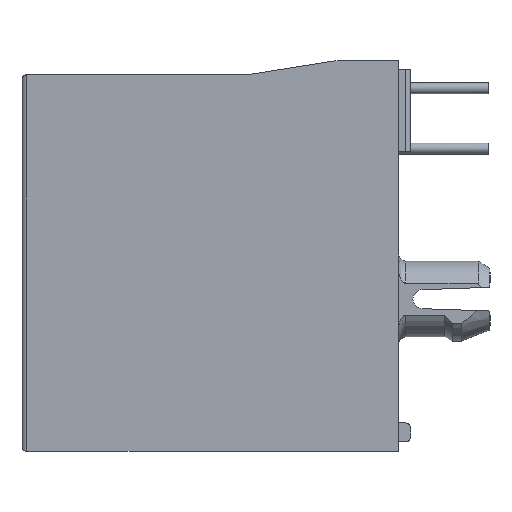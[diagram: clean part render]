
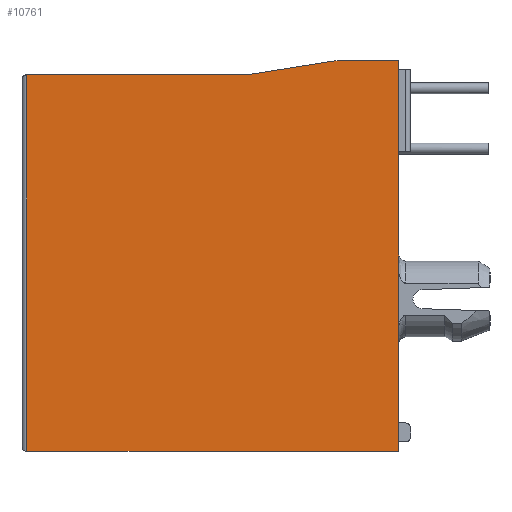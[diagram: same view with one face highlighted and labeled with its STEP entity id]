
A CAD part, left-side view. The second image highlights one B-rep face of the part: STEP entity #10761.
In plain terms, the highlighted planar face has unit normal (-1, 0, 0).
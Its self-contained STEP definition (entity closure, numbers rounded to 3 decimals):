
#460 = ORIENTED_EDGE ( 'NONE', *, *, #3767, .T. ) ;
#612 = CARTESIAN_POINT ( 'NONE',  ( -6.73, 0.035, 1.82 ) ) ;
#668 = PLANE ( 'NONE',  #5536 ) ;
#785 = ORIENTED_EDGE ( 'NONE', *, *, #12253, .T. ) ;
#1133 = VECTOR ( 'NONE', #4286, 1000. ) ;
#1365 = LINE ( 'NONE', #9771, #7918 ) ;
#1866 = VECTOR ( 'NONE', #15011, 1000. ) ;
#2086 = ORIENTED_EDGE ( 'NONE', *, *, #3312, .T. ) ;
#3120 = LINE ( 'NONE', #14984, #8975 ) ;
#3191 = VERTEX_POINT ( 'NONE', #5108 ) ;
#3312 = EDGE_CURVE ( 'NONE', #12219, #4556, #8062, .T. ) ;
#3441 = EDGE_CURVE ( 'NONE', #3191, #10817, #9156, .T. ) ;
#3767 = EDGE_CURVE ( 'NONE', #14530, #12219, #10605, .T. ) ;
#4286 = DIRECTION ( 'NONE',  ( 0., 0., -1. ) ) ;
#4290 = CARTESIAN_POINT ( 'NONE',  ( -6.73, -5.305, 10.06 ) ) ;
#4422 = CARTESIAN_POINT ( 'NONE',  ( -6.73, -7.905, 1.82 ) ) ;
#4551 = DIRECTION ( 'NONE',  ( 0., -1., 0. ) ) ;
#4556 = VERTEX_POINT ( 'NONE', #13072 ) ;
#5108 = CARTESIAN_POINT ( 'NONE',  ( -6.73, -7.905, -6.42 ) ) ;
#5536 = AXIS2_PLACEMENT_3D ( 'NONE', #612, #12353, #8779 ) ;
#6515 = CARTESIAN_POINT ( 'NONE',  ( -6.73, 0.035, 9.46 ) ) ;
#7822 = CARTESIAN_POINT ( 'NONE',  ( -6.73, 7.775, 1.82 ) ) ;
#7918 = VECTOR ( 'NONE', #11839, 1000. ) ;
#8062 = LINE ( 'NONE', #7822, #1133 ) ;
#8386 = VERTEX_POINT ( 'NONE', #4290 ) ;
#8779 = DIRECTION ( 'NONE',  ( 0., 0., 1. ) ) ;
#8794 = EDGE_LOOP ( 'NONE', ( #785, #10371, #14570, #11789, #460, #2086 ) ) ;
#8975 = VECTOR ( 'NONE', #4551, 1000. ) ;
#9021 = VECTOR ( 'NONE', #11662, 1000. ) ;
#9156 = LINE ( 'NONE', #4422, #1866 ) ;
#9200 = CARTESIAN_POINT ( 'NONE',  ( -6.73, 7.775, 9.46 ) ) ;
#9503 = CARTESIAN_POINT ( 'NONE',  ( -6.73, -1.525, 9.46 ) ) ;
#9771 = CARTESIAN_POINT ( 'NONE',  ( -6.73, -5.305, 10.06 ) ) ;
#9802 = EDGE_CURVE ( 'NONE', #10817, #8386, #10669, .T. ) ;
#10371 = ORIENTED_EDGE ( 'NONE', *, *, #3441, .T. ) ;
#10546 = CARTESIAN_POINT ( 'NONE',  ( -6.73, 0.035, 10.06 ) ) ;
#10605 = LINE ( 'NONE', #6515, #12442 ) ;
#10619 = EDGE_CURVE ( 'NONE', #8386, #14530, #1365, .T. ) ;
#10669 = LINE ( 'NONE', #10546, #9021 ) ;
#10761 = ADVANCED_FACE ( 'NONE', ( #11752 ), #668, .T. ) ;
#10817 = VERTEX_POINT ( 'NONE', #10952 ) ;
#10952 = CARTESIAN_POINT ( 'NONE',  ( -6.73, -7.905, 10.06 ) ) ;
#11662 = DIRECTION ( 'NONE',  ( 0., 1., 0. ) ) ;
#11752 = FACE_OUTER_BOUND ( 'NONE', #8794, .T. ) ;
#11789 = ORIENTED_EDGE ( 'NONE', *, *, #10619, .T. ) ;
#11839 = DIRECTION ( 'NONE',  ( 0., 0.988, -0.157 ) ) ;
#12219 = VERTEX_POINT ( 'NONE', #9200 ) ;
#12253 = EDGE_CURVE ( 'NONE', #4556, #3191, #3120, .T. ) ;
#12353 = DIRECTION ( 'NONE',  ( -1., 0., 0. ) ) ;
#12442 = VECTOR ( 'NONE', #14630, 1000. ) ;
#13072 = CARTESIAN_POINT ( 'NONE',  ( -6.73, 7.775, -6.42 ) ) ;
#14530 = VERTEX_POINT ( 'NONE', #9503 ) ;
#14570 = ORIENTED_EDGE ( 'NONE', *, *, #9802, .T. ) ;
#14630 = DIRECTION ( 'NONE',  ( 0., 1., 0. ) ) ;
#14984 = CARTESIAN_POINT ( 'NONE',  ( -6.73, 0.035, -6.42 ) ) ;
#15011 = DIRECTION ( 'NONE',  ( 0., 0., 1. ) ) ;
